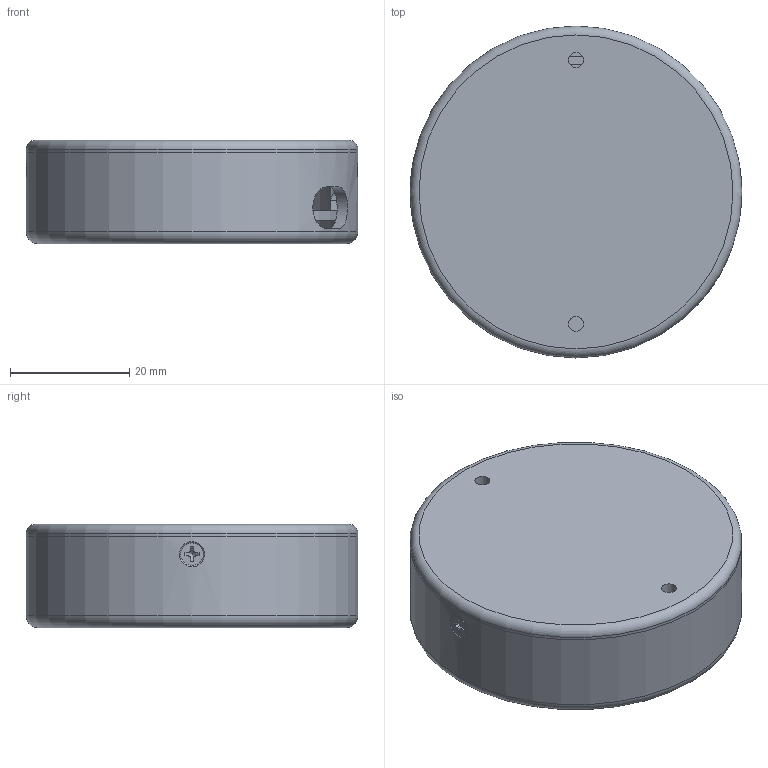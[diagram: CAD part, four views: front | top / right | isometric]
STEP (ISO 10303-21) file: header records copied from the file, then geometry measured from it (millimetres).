
FILE_DESCRIPTION(/* description */ (''),/* implementation_level */ '2;1');
FILE_NAME(/* name */ 'mini sparklet case .step',/* time_stamp */ '2020-08-31T11:45:05-07:00',/* author */ (''),/* organization */ (''),/* preprocessor_version */ 'ST-DEVELOPER v18.1',/* originating_system */ 'Autodesk Translation Framework v9.3.0.1241',/* authorisation */ '');
FILE_SCHEMA (('AUTOMOTIVE_DESIGN { 1 0 10303 214 3 1 1 }'));
Length unit declared in the file: millimetre
Products named in the file (21): tiny pixel; tiny sparklet front ; MotherboardPlateEV10 50mm; PCB Component; Board; PRTR5V0U2X; 806k; CHIPLED_0805_NOOUTLINE; Btn; EXC3BP; 10UH; TC2030-MCP-NL; 1X05_ROUND; 1nF; USB-RECEPTABLE; 10uF; 2X05_1.27MM_SMT; W25X20CLUXIG_TR; SOLDERJUMPER_ARROW_NOPASTE; tiny sparklet back plane; 91698A201
Assembly tree (29 placements, depth 4):
  tiny pixel
    tiny sparklet front 
    MotherboardPlateEV10 50mm
      PCB Component
        Board
        PRTR5V0U2X
        806k  x5
        CHIPLED_0805_NOOUTLINE
        Btn
        EXC3BP
        10UH
        TC2030-MCP-NL
        1X05_ROUND
        1nF
        USB-RECEPTABLE
        10uF  x4
        2X05_1.27MM_SMT
        W25X20CLUXIG_TR
        SOLDERJUMPER_ARROW_NOPASTE  x2
    tiny sparklet back plane
    91698A201  x2
Bounding box: 55.6 x 55.6 x 17.3 mm (x, y, z)
Volume: 13134.6 mm3; surface area: 21825.5 mm2
Topology: 27 solids, 27 shells, 404 faces, 1045 edges, 691 vertices
Faces by surface type: plane 201, cylinder 167, cone 20, torus 10, bspline 6
Full cylindrical faces by diameter (mm): 0.3 x21, 0.35 x36, 0.8 x2, 0.889 x3, 1.1 x4, 1.2 x2, 1.459 x16, 1.6 x1, 1.623 x2, 2 x18, 2.2 x4, 2.529 x2, 55.602 x2
Entity records: 13399 total; most frequent: CARTESIAN_POINT 4742, DIRECTION 1664, ORIENTED_EDGE 1610, EDGE_CURVE 805, AXIS2_PLACEMENT_3D 622, VERTEX_POINT 532, EDGE_LOOP 457, LINE 420
